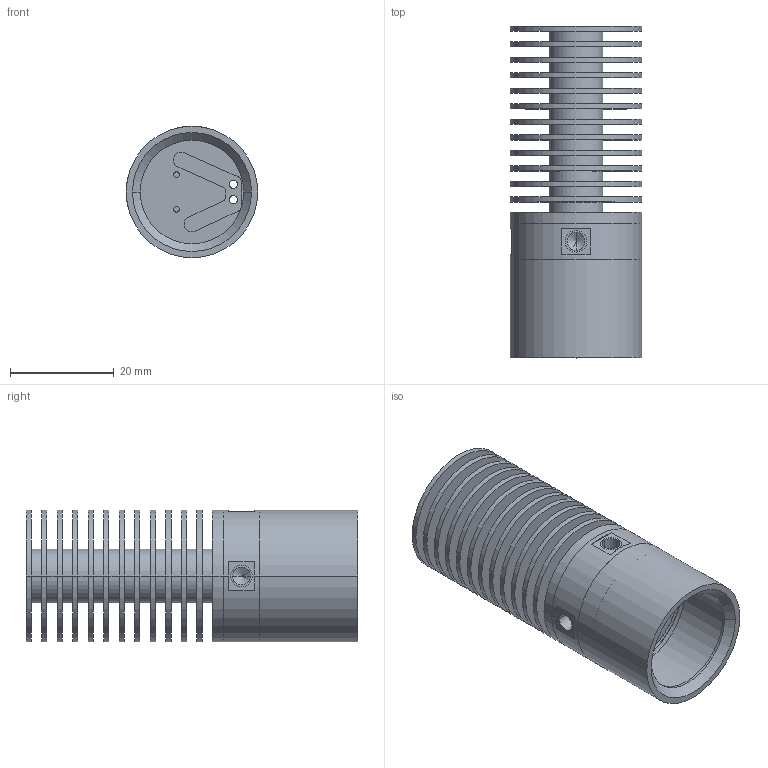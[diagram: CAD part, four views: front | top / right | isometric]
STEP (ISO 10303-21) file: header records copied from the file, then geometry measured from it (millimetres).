
FILE_DESCRIPTION((''),'2;1');
FILE_NAME('180000_ASM','2017-11-15T',('zkm'),(''),'PRO/ENGINEER BY PARAMETRIC TECHNOLOGY CORPORATION, 2004110','PRO/ENGINEER BY PARAMETRIC TECHNOLOGY CORPORATION, 2004110','');
FILE_SCHEMA(('CONFIG_CONTROL_DESIGN'));
Length unit declared in the file: millimetre
Products named in the file (4): 180000; 180002; 180001A; 180000_ASM
Assembly tree (3 placements, depth 2):
  180000_ASM
    180000
    180002
    180001A
Bounding box: 25.4 x 64.1 x 25.4 mm (x, y, z)
Volume: 14983.4 mm3; surface area: 19946.6 mm2
Topology: 3 solids, 8 shells, 216 faces, 515 edges, 339 vertices
Faces by surface type: cylinder 152, plane 54, cone 10
Entity records: 6632 total; most frequent: DIRECTION 1283, CARTESIAN_POINT 1075, ORIENTED_EDGE 998, AXIS2_PLACEMENT_3D 547, EDGE_CURVE 509, VERTEX_POINT 339, CIRCLE 320, EDGE_LOOP 316
